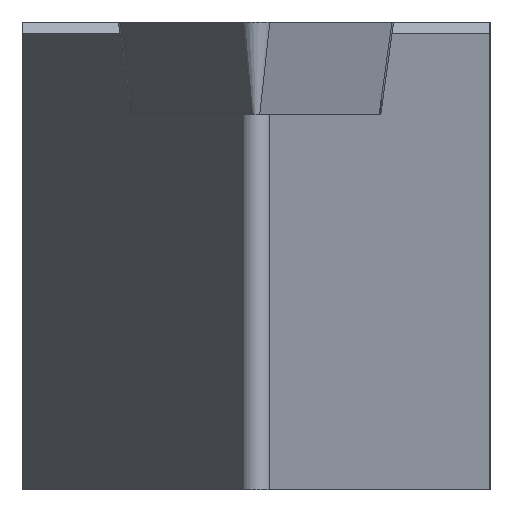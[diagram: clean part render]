
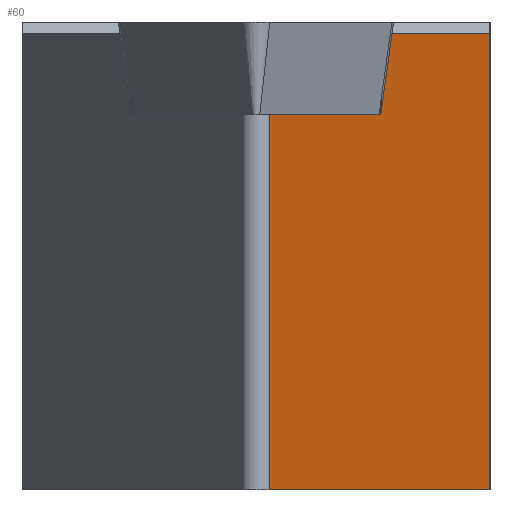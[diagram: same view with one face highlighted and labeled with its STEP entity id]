
A CAD part, left-side view. The second image highlights one B-rep face of the part: STEP entity #60.
In plain terms, the highlighted planar face has unit normal (-0.462, -0.887, 0).
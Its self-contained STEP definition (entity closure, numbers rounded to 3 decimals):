
#60=ADVANCED_FACE('',(#101),#83,.F.);
#83=PLANE('',#451);
#101=FACE_OUTER_BOUND('',#124,.T.);
#124=EDGE_LOOP('',(#153,#154,#155,#156,#157,#158));
#153=ORIENTED_EDGE('',*,*,#305,.F.);
#154=ORIENTED_EDGE('',*,*,#306,.F.);
#155=ORIENTED_EDGE('',*,*,#307,.F.);
#156=ORIENTED_EDGE('',*,*,#308,.F.);
#157=ORIENTED_EDGE('',*,*,#309,.F.);
#158=ORIENTED_EDGE('',*,*,#301,.F.);
#263=VERTEX_POINT('',#605);
#264=VERTEX_POINT('',#607);
#267=VERTEX_POINT('',#615);
#268=VERTEX_POINT('',#617);
#269=VERTEX_POINT('',#619);
#270=VERTEX_POINT('',#621);
#301=EDGE_CURVE('',#263,#264,#358,.T.);
#305=EDGE_CURVE('',#267,#263,#362,.T.);
#306=EDGE_CURVE('',#268,#267,#363,.T.);
#307=EDGE_CURVE('',#269,#268,#364,.T.);
#308=EDGE_CURVE('',#270,#269,#365,.T.);
#309=EDGE_CURVE('',#264,#270,#366,.T.);
#358=LINE('',#606,#405);
#362=LINE('',#614,#409);
#363=LINE('',#616,#410);
#364=LINE('',#618,#411);
#365=LINE('',#620,#412);
#366=LINE('',#622,#413);
#405=VECTOR('',#488,1.);
#409=VECTOR('',#494,1.);
#410=VECTOR('',#495,1.);
#411=VECTOR('',#496,1.);
#412=VECTOR('',#497,1.);
#413=VECTOR('',#498,1.);
#451=AXIS2_PLACEMENT_3D('',#623,#499,#500);
#488=DIRECTION('',(0.887,-0.462,0.));
#494=DIRECTION('',(0.131,-0.068,0.989));
#495=DIRECTION('',(0.887,-0.462,0.));
#496=DIRECTION('',(0.,0.,1.));
#497=DIRECTION('',(-0.887,0.462,0.));
#498=DIRECTION('',(0.,0.,-1.));
#499=DIRECTION('',(0.462,0.887,0.));
#500=DIRECTION('',(-0.887,0.462,0.));
#605=CARTESIAN_POINT('',(7.261,-3.338,-0.3));
#606=CARTESIAN_POINT('',(15.702,-7.732,-0.3));
#607=CARTESIAN_POINT('',(12.375,-6.,-0.3));
#614=CARTESIAN_POINT('',(3.584,-1.424,-27.952));
#615=CARTESIAN_POINT('',(6.984,-3.194,-2.38));
#616=CARTESIAN_POINT('',(15.702,-7.732,-2.38));
#617=CARTESIAN_POINT('',(1.531,-0.355,-2.38));
#618=CARTESIAN_POINT('',(1.531,-0.355,-30.));
#619=CARTESIAN_POINT('',(1.531,-0.355,-12.));
#620=CARTESIAN_POINT('',(15.702,-7.732,-12.));
#621=CARTESIAN_POINT('',(12.375,-6.,-12.));
#622=CARTESIAN_POINT('',(12.375,-6.,-30.));
#623=CARTESIAN_POINT('',(15.702,-7.732,-30.));
